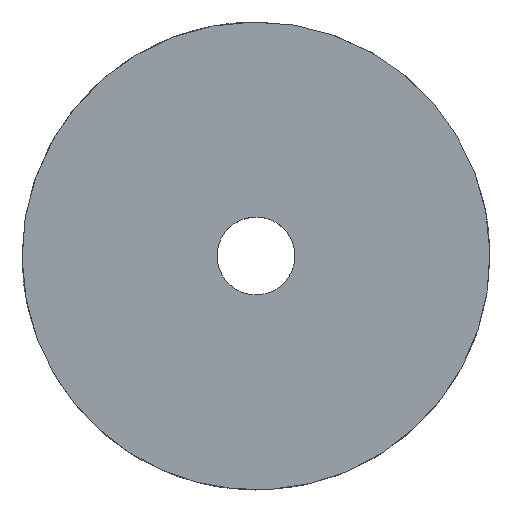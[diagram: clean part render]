
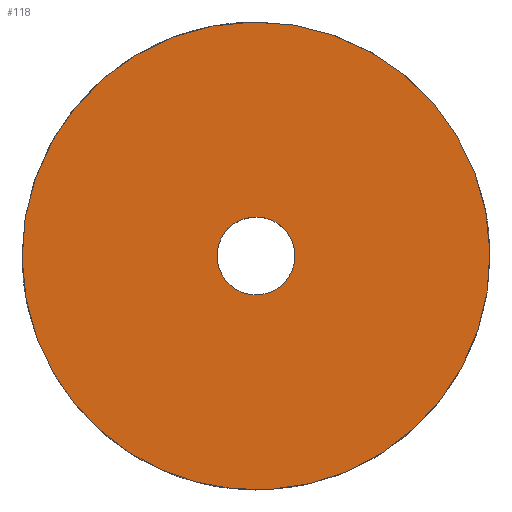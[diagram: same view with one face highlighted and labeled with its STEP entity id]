
A CAD part, top view. The second image highlights one B-rep face of the part: STEP entity #118.
In plain terms, the highlighted planar face has unit normal (0, 0, 1).
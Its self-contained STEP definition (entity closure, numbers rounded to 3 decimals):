
#118=ADVANCED_FACE('',(#195,#196),#194,.F.);
#194=PLANE('',#373);
#195=FACE_OUTER_BOUND('',#374,.T.);
#196=FACE_BOUND('',#375,.T.);
#370=CARTESIAN_POINT('',(38.441,-25.45,17.));
#371=DIRECTION('',(0.,0.,-1.));
#372=DIRECTION('',(-1.,0.,0.));
#373=AXIS2_PLACEMENT_3D('',#370,#371,#372);
#374=EDGE_LOOP('',(#518,#519,#520));
#375=EDGE_LOOP('',(#521,#522,#523));
#518=ORIENTED_EDGE('',*,*,#620,.F.);
#519=ORIENTED_EDGE('',*,*,#621,.F.);
#520=ORIENTED_EDGE('',*,*,#622,.F.);
#521=ORIENTED_EDGE('',*,*,#623,.T.);
#522=ORIENTED_EDGE('',*,*,#624,.T.);
#523=ORIENTED_EDGE('',*,*,#625,.T.);
#620=EDGE_CURVE('',#771,#772,#773,.T.);
#621=EDGE_CURVE('',#779,#771,#780,.T.);
#622=EDGE_CURVE('',#772,#779,#786,.T.);
#623=EDGE_CURVE('',#792,#793,#794,.T.);
#624=EDGE_CURVE('',#793,#800,#801,.T.);
#625=EDGE_CURVE('',#800,#792,#807,.T.);
#771=VERTEX_POINT('',#1130);
#772=VERTEX_POINT('',#1131);
#773=CIRCLE('',#1135,18.);
#779=VERTEX_POINT('',#1136);
#780=CIRCLE('',#1140,18.);
#786=CIRCLE('',#1144,18.);
#792=VERTEX_POINT('',#1145);
#793=VERTEX_POINT('',#1146);
#794=CIRCLE('',#1150,3.);
#800=VERTEX_POINT('',#1151);
#801=CIRCLE('',#1155,3.);
#807=CIRCLE('',#1159,3.);
#1130=CARTESIAN_POINT('',(16.851,6.329,17.));
#1131=CARTESIAN_POINT('',(1.099,-17.966,17.));
#1132=CARTESIAN_POINT('',(0.,0.,17.));
#1133=DIRECTION('',(0.,0.,-1.));
#1134=DIRECTION('',(0.061,-0.998,0.));
#1135=AXIS2_PLACEMENT_3D('',#1132,#1133,#1134);
#1136=CARTESIAN_POINT('',(-16.85,-6.332,17.));
#1137=CARTESIAN_POINT('',(0.,0.,17.));
#1138=DIRECTION('',(0.,0.,-1.));
#1139=DIRECTION('',(0.061,-0.998,0.));
#1140=AXIS2_PLACEMENT_3D('',#1137,#1138,#1139);
#1141=CARTESIAN_POINT('',(0.,0.,17.));
#1142=DIRECTION('',(0.,0.,-1.));
#1143=DIRECTION('',(0.061,-0.998,0.));
#1144=AXIS2_PLACEMENT_3D('',#1141,#1142,#1143);
#1145=CARTESIAN_POINT('',(-3.,0.,17.));
#1146=CARTESIAN_POINT('',(-0.355,2.979,17.));
#1147=CARTESIAN_POINT('',(0.,0.,17.));
#1148=DIRECTION('',(0.,0.,-1.));
#1149=DIRECTION('',(-1.,0.,0.));
#1150=AXIS2_PLACEMENT_3D('',#1147,#1148,#1149);
#1151=CARTESIAN_POINT('',(0.354,-2.979,17.));
#1152=CARTESIAN_POINT('',(0.,0.,17.));
#1153=DIRECTION('',(0.,0.,-1.));
#1154=DIRECTION('',(-1.,0.,0.));
#1155=AXIS2_PLACEMENT_3D('',#1152,#1153,#1154);
#1156=CARTESIAN_POINT('',(0.,0.,17.));
#1157=DIRECTION('',(0.,0.,-1.));
#1158=DIRECTION('',(-1.,0.,0.));
#1159=AXIS2_PLACEMENT_3D('',#1156,#1157,#1158);
